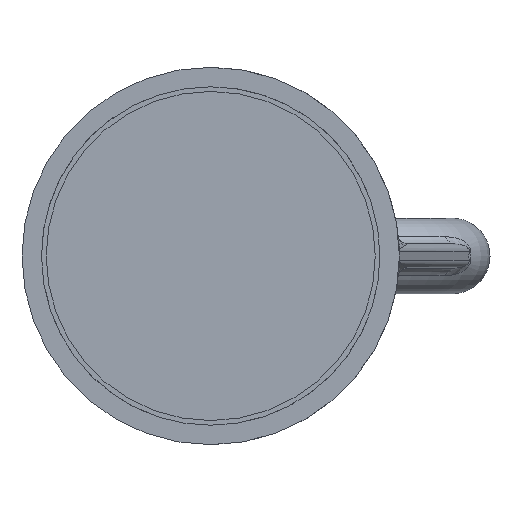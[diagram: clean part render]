
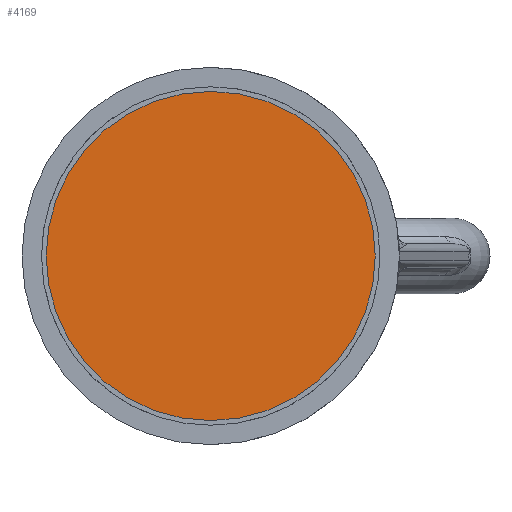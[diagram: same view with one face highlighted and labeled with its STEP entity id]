
A CAD part, left-side view. The second image highlights one B-rep face of the part: STEP entity #4169.
In plain terms, the highlighted planar face has unit normal (-1, 0, 0).
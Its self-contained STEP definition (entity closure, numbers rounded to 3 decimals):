
#141 = CARTESIAN_POINT ( 'NONE',  ( -51.167, -11.136, -1.465 ) ) ;
#203 = CARTESIAN_POINT ( 'NONE',  ( -51.167, 1.465, 11.136 ) ) ;
#211 = CARTESIAN_POINT ( 'NONE',  ( -51.167, -4.969, -10.074 ) ) ;
#236 = CARTESIAN_POINT ( 'NONE',  ( -51.167, 6.839, 8.911 ) ) ;
#244 = CARTESIAN_POINT ( 'NONE',  ( -51.167, -7.405, -8.446 ) ) ;
#305 = CARTESIAN_POINT ( 'NONE',  ( -51.167, 3.61, -10.637 ) ) ;
#726 = ORIENTED_EDGE ( 'NONE', *, *, #6463, .T. ) ;
#911 = CARTESIAN_POINT ( 'NONE',  ( -51.167, -8.446, 7.405 ) ) ;
#948 = CARTESIAN_POINT ( 'NONE',  ( -51.167, -11.208, -0.736 ) ) ;
#975 = CARTESIAN_POINT ( 'NONE',  ( -51.167, 10.637, 3.61 ) ) ;
#1104 = CARTESIAN_POINT ( 'NONE',  ( -51.167, 11.208, 0.736 ) ) ;
#1654 = CARTESIAN_POINT ( 'NONE',  ( -51.167, -10.074, 4.969 ) ) ;
#1691 = CARTESIAN_POINT ( 'NONE',  ( -51.167, -7.405, 8.446 ) ) ;
#1754 = CARTESIAN_POINT ( 'NONE',  ( -51.167, 7.405, -8.446 ) ) ;
#1760 = CARTESIAN_POINT ( 'NONE',  ( -51.167, -11.136, 1.465 ) ) ;
#1786 = CARTESIAN_POINT ( 'NONE',  ( -51.167, 10.849, 2.908 ) ) ;
#1820 = CARTESIAN_POINT ( 'NONE',  ( -51.167, 11.208, -0.736 ) ) ;
#1884 = CARTESIAN_POINT ( 'NONE',  ( -51.167, 10.074, 4.969 ) ) ;
#2128 = CARTESIAN_POINT ( 'NONE',  ( -51.167, 0., 11.208 ) ) ;
#2360 = VERTEX_POINT ( 'NONE', #2128 ) ;
#2386 = CARTESIAN_POINT ( 'NONE',  ( -51.167, -9.728, -5.615 ) ) ;
#2546 = CARTESIAN_POINT ( 'NONE',  ( -51.167, 0., 11.208 ) ) ;
#2581 = CARTESIAN_POINT ( 'NONE',  ( -51.167, 2.908, 10.849 ) ) ;
#2611 = CARTESIAN_POINT ( 'NONE',  ( -51.167, 10.637, -3.61 ) ) ;
#2862 = CARTESIAN_POINT ( 'NONE',  ( -51.167, 0., -11.208 ) ) ;
#3150 = CARTESIAN_POINT ( 'NONE',  ( -51.167, 0., -11.208 ) ) ;
#3182 = CARTESIAN_POINT ( 'NONE',  ( -51.167, -0.736, -11.208 ) ) ;
#3249 = CARTESIAN_POINT ( 'NONE',  ( -51.167, -1.465, -11.136 ) ) ;
#3284 = CARTESIAN_POINT ( 'NONE',  ( -51.167, -10.637, -3.61 ) ) ;
#3300 = DIRECTION ( 'NONE',  ( 0., -1., 0. ) ) ;
#3342 = CARTESIAN_POINT ( 'NONE',  ( -51.167, 7.405, 8.446 ) ) ;
#3373 = CARTESIAN_POINT ( 'NONE',  ( -51.167, 10.074, -4.969 ) ) ;
#3977 = CARTESIAN_POINT ( 'NONE',  ( -51.167, -4.969, 10.074 ) ) ;
#4044 = CARTESIAN_POINT ( 'NONE',  ( -51.167, -10.849, 2.908 ) ) ;
#4069 = CARTESIAN_POINT ( 'NONE',  ( -51.167, 2.908, -10.849 ) ) ;
#4168 = CARTESIAN_POINT ( 'NONE',  ( -51.167, -1.465, 11.137 ) ) ;
#4169 = ADVANCED_FACE ( 'NONE', ( #4309 ), #5549, .T. ) ;
#4309 = FACE_OUTER_BOUND ( 'NONE', #6598, .T. ) ;
#4441 = B_SPLINE_CURVE_WITH_KNOTS ( 'NONE', 3,
 ( #2546, #6440, #203, #2581, #7920, #5594, #4790, #236, #3342, #4891, #9457, #9362, #1884, #975, #1786, #5629, #1104, #1820, #4757, #7208, #2611, #3373, #7888, #4859, #6314, #1754, #7077, #9426, #7953, #305, #4069, #4825, #8722, #7854 ),
 .UNSPECIFIED., .F., .F.,
 ( 4, 2, 2, 2, 2, 2, 2, 2, 2, 2, 2, 2, 2, 2, 2, 2, 4 ),
 ( 0., 0.031, 0.063, 0.094, 0.125, 0.156, 0.188, 0.219, 0.25, 0.281, 0.313, 0.344, 0.375, 0.406, 0.438, 0.469, 0.5 ),
 .UNSPECIFIED. ) ;
#4639 = B_SPLINE_CURVE_WITH_KNOTS ( 'NONE', 3,
 ( #3150, #3182, #3249, #5566, #9260, #211, #8609, #4795, #244, #6948, #7861, #2386, #5432, #3284, #6319, #141, #948, #6216, #1760, #4044, #9398, #1654, #7722, #6987, #911, #1691, #7021, #7789, #3977, #7119, #9495, #4168, #7996, #6475 ),
 .UNSPECIFIED., .F., .F.,
 ( 4, 2, 2, 2, 2, 2, 2, 2, 2, 2, 2, 2, 2, 2, 2, 2, 4 ),
 ( 0.5, 0.531, 0.563, 0.594, 0.625, 0.656, 0.688, 0.719, 0.75, 0.781, 0.813, 0.844, 0.875, 0.906, 0.938, 0.969, 1. ),
 .UNSPECIFIED. ) ;
#4757 = CARTESIAN_POINT ( 'NONE',  ( -51.167, 11.136, -1.465 ) ) ;
#4790 = CARTESIAN_POINT ( 'NONE',  ( -51.167, 5.615, 9.728 ) ) ;
#4795 = CARTESIAN_POINT ( 'NONE',  ( -51.167, -6.839, -8.911 ) ) ;
#4825 = CARTESIAN_POINT ( 'NONE',  ( -51.167, 1.465, -11.136 ) ) ;
#4859 = CARTESIAN_POINT ( 'NONE',  ( -51.167, 8.911, -6.839 ) ) ;
#4891 = CARTESIAN_POINT ( 'NONE',  ( -51.167, 8.446, 7.405 ) ) ;
#5432 = CARTESIAN_POINT ( 'NONE',  ( -51.167, -10.074, -4.969 ) ) ;
#5549 = PLANE ( 'NONE',  #6584 ) ;
#5566 = CARTESIAN_POINT ( 'NONE',  ( -51.167, -2.908, -10.849 ) ) ;
#5594 = CARTESIAN_POINT ( 'NONE',  ( -51.167, 4.969, 10.074 ) ) ;
#5621 = CARTESIAN_POINT ( 'NONE',  ( -51.167, 0., -10.9 ) ) ;
#5629 = CARTESIAN_POINT ( 'NONE',  ( -51.167, 11.136, 1.465 ) ) ;
#6216 = CARTESIAN_POINT ( 'NONE',  ( -51.167, -11.208, 0.736 ) ) ;
#6314 = CARTESIAN_POINT ( 'NONE',  ( -51.167, 8.446, -7.405 ) ) ;
#6319 = CARTESIAN_POINT ( 'NONE',  ( -51.167, -10.849, -2.908 ) ) ;
#6397 = DIRECTION ( 'NONE',  ( -1., 0., 0. ) ) ;
#6440 = CARTESIAN_POINT ( 'NONE',  ( -51.167, 0.736, 11.208 ) ) ;
#6463 = EDGE_CURVE ( 'NONE', #2360, #8234, #4441, .T. ) ;
#6475 = CARTESIAN_POINT ( 'NONE',  ( -51.167, 0., 11.208 ) ) ;
#6584 = AXIS2_PLACEMENT_3D ( 'NONE', #5621, #6397, #3300 ) ;
#6598 = EDGE_LOOP ( 'NONE', ( #726, #8599 ) ) ;
#6948 = CARTESIAN_POINT ( 'NONE',  ( -51.167, -8.446, -7.405 ) ) ;
#6987 = CARTESIAN_POINT ( 'NONE',  ( -51.167, -8.911, 6.839 ) ) ;
#7021 = CARTESIAN_POINT ( 'NONE',  ( -51.167, -6.839, 8.911 ) ) ;
#7077 = CARTESIAN_POINT ( 'NONE',  ( -51.167, 6.839, -8.911 ) ) ;
#7119 = CARTESIAN_POINT ( 'NONE',  ( -51.167, -3.61, 10.637 ) ) ;
#7208 = CARTESIAN_POINT ( 'NONE',  ( -51.167, 10.849, -2.908 ) ) ;
#7722 = CARTESIAN_POINT ( 'NONE',  ( -51.167, -9.728, 5.615 ) ) ;
#7789 = CARTESIAN_POINT ( 'NONE',  ( -51.167, -5.615, 9.728 ) ) ;
#7821 = EDGE_CURVE ( 'NONE', #8234, #2360, #4639, .T. ) ;
#7854 = CARTESIAN_POINT ( 'NONE',  ( -51.167, 0., -11.208 ) ) ;
#7861 = CARTESIAN_POINT ( 'NONE',  ( -51.167, -8.911, -6.839 ) ) ;
#7888 = CARTESIAN_POINT ( 'NONE',  ( -51.167, 9.728, -5.615 ) ) ;
#7920 = CARTESIAN_POINT ( 'NONE',  ( -51.167, 3.61, 10.637 ) ) ;
#7953 = CARTESIAN_POINT ( 'NONE',  ( -51.167, 4.969, -10.074 ) ) ;
#7996 = CARTESIAN_POINT ( 'NONE',  ( -51.167, -0.736, 11.208 ) ) ;
#8234 = VERTEX_POINT ( 'NONE', #2862 ) ;
#8599 = ORIENTED_EDGE ( 'NONE', *, *, #7821, .T. ) ;
#8609 = CARTESIAN_POINT ( 'NONE',  ( -51.167, -5.615, -9.728 ) ) ;
#8722 = CARTESIAN_POINT ( 'NONE',  ( -51.167, 0.736, -11.208 ) ) ;
#9260 = CARTESIAN_POINT ( 'NONE',  ( -51.167, -3.61, -10.637 ) ) ;
#9362 = CARTESIAN_POINT ( 'NONE',  ( -51.167, 9.728, 5.615 ) ) ;
#9398 = CARTESIAN_POINT ( 'NONE',  ( -51.167, -10.637, 3.61 ) ) ;
#9426 = CARTESIAN_POINT ( 'NONE',  ( -51.167, 5.615, -9.728 ) ) ;
#9457 = CARTESIAN_POINT ( 'NONE',  ( -51.167, 8.911, 6.839 ) ) ;
#9495 = CARTESIAN_POINT ( 'NONE',  ( -51.167, -2.908, 10.849 ) ) ;
